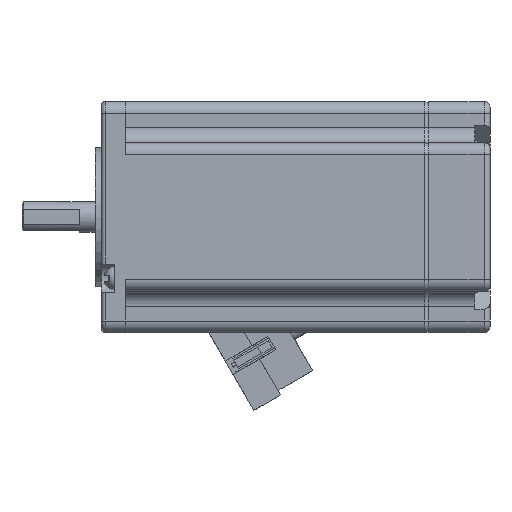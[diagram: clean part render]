
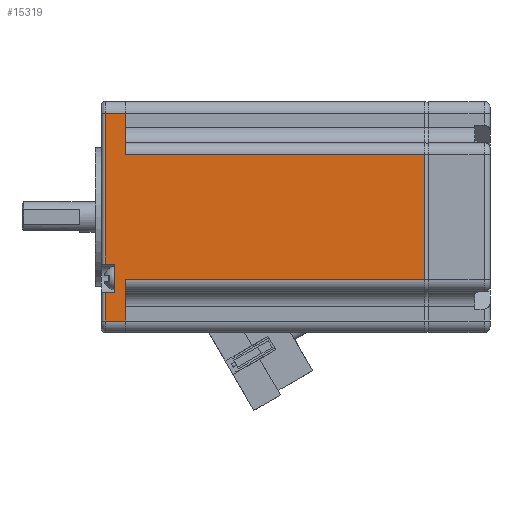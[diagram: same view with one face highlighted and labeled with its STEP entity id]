
A CAD part, front view. The second image highlights one B-rep face of the part: STEP entity #15319.
In plain terms, the highlighted face is planar.
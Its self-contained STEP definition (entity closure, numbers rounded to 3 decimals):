
#142 = CARTESIAN_POINT ( 'NONE',  ( 89.176, 215.692, -205.7 ) ) ;
#151 = DIRECTION ( 'NONE',  ( -1., 0., 0. ) ) ;
#2443 = EDGE_CURVE ( 'NONE', #42360, #101654, #23743, .T. ) ;
#3536 = DIRECTION ( 'NONE',  ( 0., 0., 1. ) ) ;
#3675 = DIRECTION ( 'NONE',  ( 0., 0., -1. ) ) ;
#4175 = CARTESIAN_POINT ( 'NONE',  ( 92.176, 215.692, -205.7 ) ) ;
#4560 = FACE_OUTER_BOUND ( 'NONE', #82026, .T. ) ;
#6564 = DIRECTION ( 'NONE',  ( 0., 0., -1. ) ) ;
#7840 = CARTESIAN_POINT ( 'NONE',  ( 78.476, 215.692, -128. ) ) ;
#7911 = LINE ( 'NONE', #4175, #32279 ) ;
#9645 = VERTEX_POINT ( 'NONE', #74335 ) ;
#9661 = VECTOR ( 'NONE', #127360, 1000. ) ;
#12007 = LINE ( 'NONE', #35426, #88558 ) ;
#12070 = ORIENTED_EDGE ( 'NONE', *, *, #104182, .T. ) ;
#12334 = ORIENTED_EDGE ( 'NONE', *, *, #104362, .T. ) ;
#12754 = CARTESIAN_POINT ( 'NONE',  ( 89.176, 215.692, -212. ) ) ;
#14668 = ORIENTED_EDGE ( 'NONE', *, *, #97906, .F. ) ;
#15319 = ADVANCED_FACE ( 'NONE', ( #4560 ), #47294, .T. ) ;
#15684 = LINE ( 'NONE', #35926, #123237 ) ;
#18382 = EDGE_CURVE ( 'NONE', #46397, #42360, #83365, .T. ) ;
#19883 = CARTESIAN_POINT ( 'NONE',  ( 45.876, 215.692, -128. ) ) ;
#23209 = DIRECTION ( 'NONE',  ( 0., 0., -1. ) ) ;
#23743 = LINE ( 'NONE', #128401, #128089 ) ;
#25811 = ORIENTED_EDGE ( 'NONE', *, *, #2443, .T. ) ;
#27380 = DIRECTION ( 'NONE',  ( 0., 0., 1. ) ) ;
#29684 = VECTOR ( 'NONE', #3675, 1000. ) ;
#32279 = VECTOR ( 'NONE', #35567, 1000. ) ;
#35251 = LINE ( 'NONE', #12754, #87396 ) ;
#35426 = CARTESIAN_POINT ( 'NONE',  ( 35.176, 215.692, -212. ) ) ;
#35567 = DIRECTION ( 'NONE',  ( 1., 0., 0. ) ) ;
#35926 = CARTESIAN_POINT ( 'NONE',  ( 92.176, 215.692, -208.5 ) ) ;
#37352 = LINE ( 'NONE', #54488, #9661 ) ;
#38167 = DIRECTION ( 'NONE',  ( 0., 0., 1. ) ) ;
#40116 = VERTEX_POINT ( 'NONE', #43329 ) ;
#42360 = VERTEX_POINT ( 'NONE', #19883 ) ;
#43329 = CARTESIAN_POINT ( 'NONE',  ( 35.176, 215.692, -205.7 ) ) ;
#44697 = CARTESIAN_POINT ( 'NONE',  ( 78.476, 215.692, -205.7 ) ) ;
#45240 = ORIENTED_EDGE ( 'NONE', *, *, #109685, .T. ) ;
#46302 = DIRECTION ( 'NONE',  ( -1., 0., 0. ) ) ;
#46397 = VERTEX_POINT ( 'NONE', #114678 ) ;
#46427 = DIRECTION ( 'NONE',  ( -1., 0., 0. ) ) ;
#46990 = EDGE_CURVE ( 'NONE', #120830, #69773, #37352, .T. ) ;
#47294 = PLANE ( 'NONE',  #71617 ) ;
#50016 = EDGE_CURVE ( 'NONE', #57033, #9645, #96690, .T. ) ;
#50988 = VERTEX_POINT ( 'NONE', #142 ) ;
#54488 = CARTESIAN_POINT ( 'NONE',  ( 92.176, 215.692, -211. ) ) ;
#55730 = VECTOR ( 'NONE', #27380, 1000. ) ;
#56192 = EDGE_CURVE ( 'NONE', #122786, #57033, #123679, .T. ) ;
#56383 = EDGE_CURVE ( 'NONE', #120573, #50988, #7911, .T. ) ;
#57033 = VERTEX_POINT ( 'NONE', #108707 ) ;
#57724 = ORIENTED_EDGE ( 'NONE', *, *, #56192, .T. ) ;
#62428 = VECTOR ( 'NONE', #46302, 1000. ) ;
#65923 = CARTESIAN_POINT ( 'NONE',  ( 49.976, 215.692, -212. ) ) ;
#68389 = ORIENTED_EDGE ( 'NONE', *, *, #120170, .T. ) ;
#68874 = CARTESIAN_POINT ( 'NONE',  ( 45.876, 215.692, -212. ) ) ;
#68963 = LINE ( 'NONE', #77219, #62428 ) ;
#69773 = VERTEX_POINT ( 'NONE', #98678 ) ;
#70560 = CARTESIAN_POINT ( 'NONE',  ( 89.176, 215.692, -211. ) ) ;
#71617 = AXIS2_PLACEMENT_3D ( 'NONE', #110575, #100530, #38167 ) ;
#74335 = CARTESIAN_POINT ( 'NONE',  ( 49.976, 215.692, -208.5 ) ) ;
#75526 = CARTESIAN_POINT ( 'NONE',  ( 42.576, 215.692, -208.5 ) ) ;
#76398 = DIRECTION ( 'NONE',  ( 1., 0., 0. ) ) ;
#77219 = CARTESIAN_POINT ( 'NONE',  ( 31.641, 215.692, -205.7 ) ) ;
#79326 = ORIENTED_EDGE ( 'NONE', *, *, #18382, .T. ) ;
#80131 = CARTESIAN_POINT ( 'NONE',  ( 42.576, 215.692, -211. ) ) ;
#81329 = EDGE_CURVE ( 'NONE', #40116, #69773, #12007, .T. ) ;
#82026 = EDGE_LOOP ( 'NONE', ( #79326, #25811, #45240, #114673, #12070, #57724, #109130, #12334, #68389, #84453, #108813, #14668 ) ) ;
#83365 = LINE ( 'NONE', #68874, #55730 ) ;
#84453 = ORIENTED_EDGE ( 'NONE', *, *, #46990, .T. ) ;
#87396 = VECTOR ( 'NONE', #23209, 1000. ) ;
#88558 = VECTOR ( 'NONE', #108739, 1000. ) ;
#92627 = VECTOR ( 'NONE', #151, 1000. ) ;
#93885 = CARTESIAN_POINT ( 'NONE',  ( 92.176, 215.692, -211. ) ) ;
#96690 = LINE ( 'NONE', #65923, #127736 ) ;
#97906 = EDGE_CURVE ( 'NONE', #46397, #40116, #68963, .T. ) ;
#98678 = CARTESIAN_POINT ( 'NONE',  ( 35.176, 215.692, -211. ) ) ;
#100530 = DIRECTION ( 'NONE',  ( 0., 1., 0. ) ) ;
#101654 = VERTEX_POINT ( 'NONE', #7840 ) ;
#104182 = EDGE_CURVE ( 'NONE', #50988, #122786, #35251, .T. ) ;
#104362 = EDGE_CURVE ( 'NONE', #9645, #111936, #15684, .T. ) ;
#108707 = CARTESIAN_POINT ( 'NONE',  ( 49.976, 215.692, -211. ) ) ;
#108739 = DIRECTION ( 'NONE',  ( 0., 0., -1. ) ) ;
#108813 = ORIENTED_EDGE ( 'NONE', *, *, #81329, .F. ) ;
#109130 = ORIENTED_EDGE ( 'NONE', *, *, #50016, .T. ) ;
#109685 = EDGE_CURVE ( 'NONE', #101654, #120573, #112836, .T. ) ;
#110378 = CARTESIAN_POINT ( 'NONE',  ( 42.576, 215.692, -212. ) ) ;
#110575 = CARTESIAN_POINT ( 'NONE',  ( 92.176, 215.692, -212. ) ) ;
#111936 = VERTEX_POINT ( 'NONE', #75526 ) ;
#112836 = LINE ( 'NONE', #128487, #29684 ) ;
#114673 = ORIENTED_EDGE ( 'NONE', *, *, #56383, .T. ) ;
#114678 = CARTESIAN_POINT ( 'NONE',  ( 45.876, 215.692, -205.7 ) ) ;
#120170 = EDGE_CURVE ( 'NONE', #111936, #120830, #134981, .T. ) ;
#120573 = VERTEX_POINT ( 'NONE', #44697 ) ;
#120830 = VERTEX_POINT ( 'NONE', #80131 ) ;
#122786 = VERTEX_POINT ( 'NONE', #70560 ) ;
#123237 = VECTOR ( 'NONE', #46427, 1000. ) ;
#123679 = LINE ( 'NONE', #93885, #92627 ) ;
#127360 = DIRECTION ( 'NONE',  ( -1., 0., 0. ) ) ;
#127736 = VECTOR ( 'NONE', #3536, 1000. ) ;
#128089 = VECTOR ( 'NONE', #76398, 1000. ) ;
#128401 = CARTESIAN_POINT ( 'NONE',  ( 92.176, 215.692, -128. ) ) ;
#128452 = VECTOR ( 'NONE', #6564, 1000. ) ;
#128487 = CARTESIAN_POINT ( 'NONE',  ( 78.476, 215.692, -212. ) ) ;
#134981 = LINE ( 'NONE', #110378, #128452 ) ;
